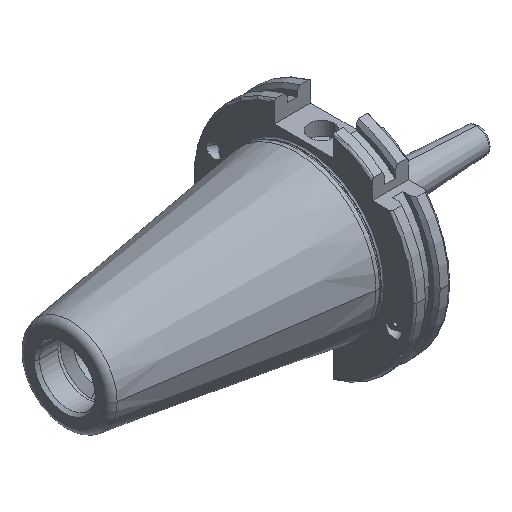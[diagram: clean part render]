
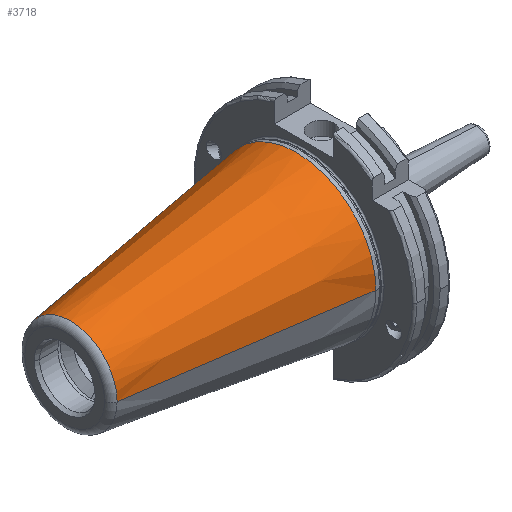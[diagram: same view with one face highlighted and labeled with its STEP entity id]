
A CAD part, isometric view. The second image highlights one B-rep face of the part: STEP entity #3718.
In plain terms, the highlighted conical face has half-angle 8.297 degrees and reference radius 34.925 mm.
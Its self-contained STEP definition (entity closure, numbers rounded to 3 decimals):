
#71 = EDGE_CURVE ( 'NONE', #4600, #5239, #6425, .T. ) ;
#109 = VECTOR ( 'NONE', #4851, 1000. ) ;
#286 = CARTESIAN_POINT ( 'NONE',  ( 0., 34.925, 0. ) ) ;
#341 = DIRECTION ( 'NONE',  ( 0., 1., 0. ) ) ;
#692 = EDGE_CURVE ( 'NONE', #1377, #5239, #1202, .T. ) ;
#849 = FACE_OUTER_BOUND ( 'NONE', #5080, .T. ) ;
#1141 = CARTESIAN_POINT ( 'NONE',  ( -99.183, -20.461, 0. ) ) ;
#1202 = CIRCLE ( 'NONE', #4872, 34.925 ) ;
#1377 = VERTEX_POINT ( 'NONE', #5245 ) ;
#1428 = CARTESIAN_POINT ( 'NONE',  ( 0., 34.925, 0. ) ) ;
#1597 = AXIS2_PLACEMENT_3D ( 'NONE', #2870, #3238, #341 ) ;
#1774 = CARTESIAN_POINT ( 'NONE',  ( 0., -34.925, 0. ) ) ;
#1862 = ORIENTED_EDGE ( 'NONE', *, *, #2255, .T. ) ;
#2121 = CONICAL_SURFACE ( 'NONE', #1597, 34.925, 0.145 ) ;
#2236 = DIRECTION ( 'NONE',  ( 0., -1., 0. ) ) ;
#2255 = EDGE_CURVE ( 'NONE', #3359, #1377, #5297, .T. ) ;
#2274 = CARTESIAN_POINT ( 'NONE',  ( -99.183, 0., 0. ) ) ;
#2776 = VECTOR ( 'NONE', #4827, 1000. ) ;
#2870 = CARTESIAN_POINT ( 'NONE',  ( 0., 0., 0. ) ) ;
#2905 = CIRCLE ( 'NONE', #5429, 20.461 ) ;
#3036 = CARTESIAN_POINT ( 'NONE',  ( -99.183, 20.461, 0. ) ) ;
#3238 = DIRECTION ( 'NONE',  ( 1., 0., 0. ) ) ;
#3317 = DIRECTION ( 'NONE',  ( -1., 0., 0. ) ) ;
#3359 = VERTEX_POINT ( 'NONE', #1141 ) ;
#3718 = ADVANCED_FACE ( 'NONE', ( #849 ), #2121, .T. ) ;
#4083 = ORIENTED_EDGE ( 'NONE', *, *, #4543, .F. ) ;
#4543 = EDGE_CURVE ( 'NONE', #3359, #4600, #2905, .T. ) ;
#4600 = VERTEX_POINT ( 'NONE', #3036 ) ;
#4736 = CARTESIAN_POINT ( 'NONE',  ( 0., 0., 0. ) ) ;
#4827 = DIRECTION ( 'NONE',  ( 0.99, -0.144, 0. ) ) ;
#4851 = DIRECTION ( 'NONE',  ( 0.99, 0.144, 0. ) ) ;
#4872 = AXIS2_PLACEMENT_3D ( 'NONE', #4736, #5318, #5905 ) ;
#5080 = EDGE_LOOP ( 'NONE', ( #4083, #1862, #5177, #6522 ) ) ;
#5177 = ORIENTED_EDGE ( 'NONE', *, *, #692, .T. ) ;
#5239 = VERTEX_POINT ( 'NONE', #1428 ) ;
#5245 = CARTESIAN_POINT ( 'NONE',  ( 0., -34.925, 0. ) ) ;
#5297 = LINE ( 'NONE', #1774, #2776 ) ;
#5318 = DIRECTION ( 'NONE',  ( -1., 0., 0. ) ) ;
#5429 = AXIS2_PLACEMENT_3D ( 'NONE', #2274, #3317, #2236 ) ;
#5905 = DIRECTION ( 'NONE',  ( 0., -1., 0. ) ) ;
#6425 = LINE ( 'NONE', #286, #109 ) ;
#6522 = ORIENTED_EDGE ( 'NONE', *, *, #71, .F. ) ;
